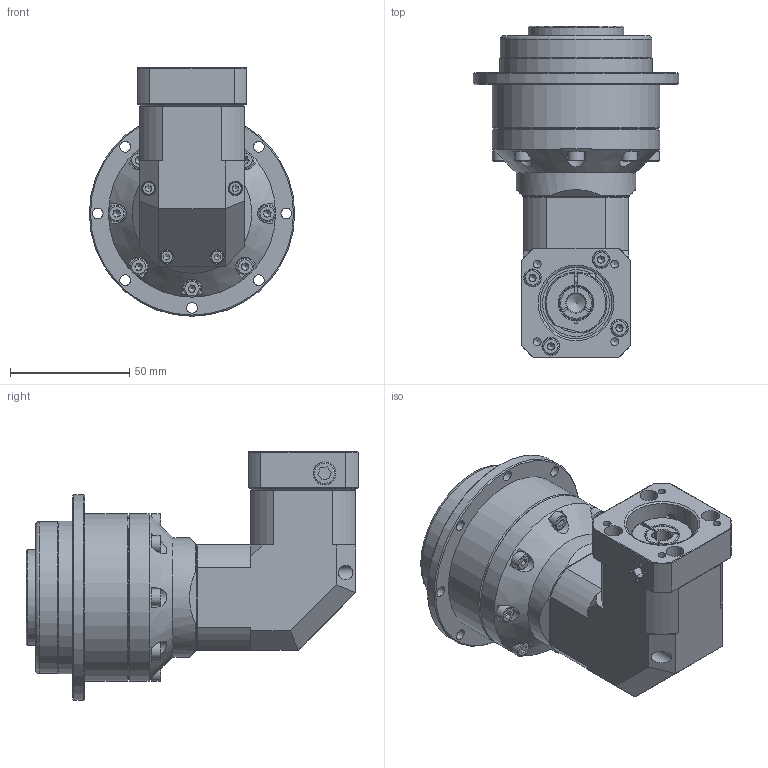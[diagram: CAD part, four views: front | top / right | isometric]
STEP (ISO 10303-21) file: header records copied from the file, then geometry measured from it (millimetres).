
FILE_DESCRIPTION((''),'2;1');
FILE_NAME('KSDL-64-2.stp','2013-08-16T17:06:13',('young'),(''),'Autodesk Inventor 2012','Autodesk Inventor 2012','');
FILE_SCHEMA(('AUTOMOTIVE_DESIGN { 1 0 10303 214 1 1 1 1 }'));
Length unit declared in the file: millimetre
Products named in the file (3): KSDL-64-2; BS 4168 : 부품 1 6각 소켓 머리 캡 나사 - 미터 M3 x 30
Assembly tree (5 placements, depth 2):
  KSDL-64-2
    KSDL-64-2
    BS 4168 : 부품 1 6각 소켓 머리 캡 나사 - 미터 M3 x 30  x4
Bounding box: 86 x 139 x 104 mm (x, y, z)
Volume: 273220.4 mm3; surface area: 107424.9 mm2
Topology: 27 solids, 27 shells, 839 faces, 1967 edges, 1248 vertices
Faces by surface type: plane 440, cylinder 202, cone 160, torus 31, bspline 6
Full cylindrical faces by diameter (mm): 2 x1, 2.5 x5, 3 x5, 3.3 x20, 3.5 x1, 4 x16, 4.2 x10, 4.5 x20, 4.78 x6, 5 x1, 5.5 x5, 6 x4, 7 x12, 7.5 x4, 8 x1, 8.2 x2, 9.5 x2, 10 x1, 10.2 x1, 11 x2, 13 x1, 14.05 x1, 14.2 x1, 14.8 x1, 15 x1, 15.5 x1, 19.5 x1, 20 x1, 24.5 x1, 28 x1
Entity records: 23788 total; most frequent: CARTESIAN_POINT 6960, DIRECTION 3560, ORIENTED_EDGE 2958, EDGE_CURVE 1479, AXIS2_PLACEMENT_3D 1468, EDGE_LOOP 1227, VERTEX_POINT 1088, FACE_OUTER_BOUND 794
